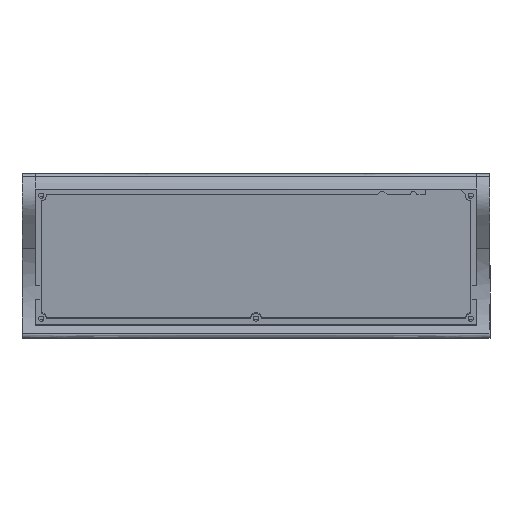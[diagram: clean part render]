
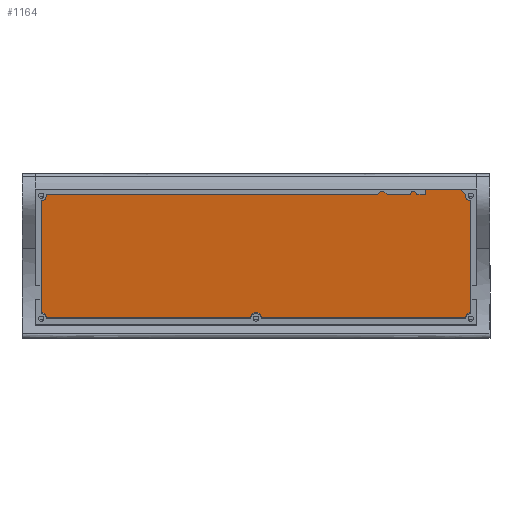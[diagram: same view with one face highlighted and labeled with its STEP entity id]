
A CAD part, top view. The second image highlights one B-rep face of the part: STEP entity #1164.
In plain terms, the highlighted face is planar.
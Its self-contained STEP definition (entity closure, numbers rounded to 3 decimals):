
#56=CIRCLE('',#1252,4.);
#57=CIRCLE('',#1253,4.);
#58=CIRCLE('',#1254,4.);
#59=CIRCLE('',#1255,4.);
#60=CIRCLE('',#1256,4.);
#132=FACE_OUTER_BOUND('',#200,.T.);
#200=EDGE_LOOP('',(#959,#960,#961,#962,#963,#964,#965,#966,#967,#968,#969,
#970,#971,#972,#973,#974,#975,#976,#977,#978,#979));
#272=LINE('',#2213,#389);
#303=LINE('',#2310,#420);
#307=LINE('',#2318,#424);
#308=LINE('',#2320,#425);
#309=LINE('',#2322,#426);
#310=LINE('',#2324,#427);
#311=LINE('',#2326,#428);
#312=LINE('',#2328,#429);
#313=LINE('',#2330,#430);
#314=LINE('',#2332,#431);
#315=LINE('',#2334,#432);
#316=LINE('',#2336,#433);
#317=LINE('',#2341,#434);
#318=LINE('',#2345,#435);
#319=LINE('',#2349,#436);
#320=LINE('',#2352,#437);
#389=VECTOR('',#1361,10.);
#420=VECTOR('',#1452,10.);
#424=VECTOR('',#1462,10.);
#425=VECTOR('',#1463,10.);
#426=VECTOR('',#1464,10.);
#427=VECTOR('',#1465,10.);
#428=VECTOR('',#1466,10.);
#429=VECTOR('',#1467,10.);
#430=VECTOR('',#1468,10.);
#431=VECTOR('',#1469,10.);
#432=VECTOR('',#1470,10.);
#433=VECTOR('',#1471,10.);
#434=VECTOR('',#1476,10.);
#435=VECTOR('',#1479,10.);
#436=VECTOR('',#1482,10.);
#437=VECTOR('',#1485,10.);
#517=VERTEX_POINT('',#2210);
#518=VERTEX_POINT('',#2212);
#553=VERTEX_POINT('',#2307);
#554=VERTEX_POINT('',#2309);
#555=VERTEX_POINT('',#2317);
#556=VERTEX_POINT('',#2319);
#557=VERTEX_POINT('',#2321);
#558=VERTEX_POINT('',#2323);
#559=VERTEX_POINT('',#2325);
#560=VERTEX_POINT('',#2327);
#561=VERTEX_POINT('',#2329);
#562=VERTEX_POINT('',#2331);
#563=VERTEX_POINT('',#2333);
#564=VERTEX_POINT('',#2335);
#565=VERTEX_POINT('',#2338);
#566=VERTEX_POINT('',#2340);
#567=VERTEX_POINT('',#2342);
#568=VERTEX_POINT('',#2344);
#569=VERTEX_POINT('',#2346);
#570=VERTEX_POINT('',#2348);
#571=VERTEX_POINT('',#2350);
#651=EDGE_CURVE('',#518,#517,#272,.T.);
#697=EDGE_CURVE('',#554,#553,#303,.T.);
#701=EDGE_CURVE('',#553,#555,#307,.T.);
#702=EDGE_CURVE('',#555,#556,#308,.T.);
#703=EDGE_CURVE('',#556,#557,#309,.T.);
#704=EDGE_CURVE('',#557,#558,#310,.T.);
#705=EDGE_CURVE('',#558,#559,#311,.T.);
#706=EDGE_CURVE('',#559,#560,#312,.T.);
#707=EDGE_CURVE('',#560,#561,#313,.T.);
#708=EDGE_CURVE('',#561,#562,#314,.T.);
#709=EDGE_CURVE('',#562,#563,#315,.T.);
#710=EDGE_CURVE('',#563,#564,#316,.T.);
#711=EDGE_CURVE('',#564,#518,#56,.T.);
#712=EDGE_CURVE('',#517,#565,#57,.T.);
#713=EDGE_CURVE('',#565,#566,#317,.T.);
#714=EDGE_CURVE('',#566,#567,#58,.T.);
#715=EDGE_CURVE('',#567,#568,#318,.T.);
#716=EDGE_CURVE('',#568,#569,#59,.T.);
#717=EDGE_CURVE('',#569,#570,#319,.T.);
#718=EDGE_CURVE('',#570,#571,#60,.T.);
#719=EDGE_CURVE('',#571,#554,#320,.T.);
#959=ORIENTED_EDGE('',*,*,#697,.T.);
#960=ORIENTED_EDGE('',*,*,#701,.T.);
#961=ORIENTED_EDGE('',*,*,#702,.T.);
#962=ORIENTED_EDGE('',*,*,#703,.T.);
#963=ORIENTED_EDGE('',*,*,#704,.T.);
#964=ORIENTED_EDGE('',*,*,#705,.T.);
#965=ORIENTED_EDGE('',*,*,#706,.T.);
#966=ORIENTED_EDGE('',*,*,#707,.T.);
#967=ORIENTED_EDGE('',*,*,#708,.T.);
#968=ORIENTED_EDGE('',*,*,#709,.T.);
#969=ORIENTED_EDGE('',*,*,#710,.T.);
#970=ORIENTED_EDGE('',*,*,#711,.T.);
#971=ORIENTED_EDGE('',*,*,#651,.T.);
#972=ORIENTED_EDGE('',*,*,#712,.T.);
#973=ORIENTED_EDGE('',*,*,#713,.T.);
#974=ORIENTED_EDGE('',*,*,#714,.T.);
#975=ORIENTED_EDGE('',*,*,#715,.T.);
#976=ORIENTED_EDGE('',*,*,#716,.T.);
#977=ORIENTED_EDGE('',*,*,#717,.T.);
#978=ORIENTED_EDGE('',*,*,#718,.T.);
#979=ORIENTED_EDGE('',*,*,#719,.T.);
#1111=PLANE('',#1251);
#1164=ADVANCED_FACE('',(#132),#1111,.T.);
#1251=AXIS2_PLACEMENT_3D('',#2316,#1460,#1461);
#1252=AXIS2_PLACEMENT_3D('',#2337,#1472,#1473);
#1253=AXIS2_PLACEMENT_3D('',#2339,#1474,#1475);
#1254=AXIS2_PLACEMENT_3D('',#2343,#1477,#1478);
#1255=AXIS2_PLACEMENT_3D('',#2347,#1480,#1481);
#1256=AXIS2_PLACEMENT_3D('',#2351,#1483,#1484);
#1361=DIRECTION('',(0.,-1.,0.));
#1452=DIRECTION('',(-1.,0.,0.));
#1460=DIRECTION('center_axis',(0.,0.,1.));
#1461=DIRECTION('ref_axis',(1.,0.,0.));
#1462=DIRECTION('',(0.,-1.,0.));
#1463=DIRECTION('',(-1.,0.,0.));
#1464=DIRECTION('',(-0.514,0.857,0.));
#1465=DIRECTION('',(-1.,0.,0.));
#1466=DIRECTION('',(-0.371,-0.928,0.));
#1467=DIRECTION('',(-1.,0.,0.));
#1468=DIRECTION('',(-0.707,0.707,0.));
#1469=DIRECTION('',(-1.,0.,0.));
#1470=DIRECTION('',(-0.707,-0.707,0.));
#1471=DIRECTION('',(-1.,0.,0.));
#1472=DIRECTION('center_axis',(0.,0.,-1.));
#1473=DIRECTION('ref_axis',(1.,0.,0.));
#1474=DIRECTION('center_axis',(0.,0.,-1.));
#1475=DIRECTION('ref_axis',(1.,0.,0.));
#1476=DIRECTION('',(1.,0.,0.));
#1477=DIRECTION('center_axis',(0.,0.,-1.));
#1478=DIRECTION('ref_axis',(1.,0.,0.));
#1479=DIRECTION('',(1.,0.,0.));
#1480=DIRECTION('center_axis',(0.,0.,-1.));
#1481=DIRECTION('ref_axis',(1.,0.,0.));
#1482=DIRECTION('',(0.,1.,0.));
#1483=DIRECTION('center_axis',(0.,0.,-1.));
#1484=DIRECTION('ref_axis',(1.,0.,0.));
#1485=DIRECTION('',(-0.653,0.758,0.));
#2210=CARTESIAN_POINT('',(-163.,-43.5,0.));
#2212=CARTESIAN_POINT('',(-163.,42.5,0.));
#2213=CARTESIAN_POINT('',(-163.,-21.75,0.));
#2307=CARTESIAN_POINT('',(128.5,52.,0.));
#2309=CARTESIAN_POINT('',(154.746,52.,0.));
#2310=CARTESIAN_POINT('',(-83.75,52.,0.));
#2316=CARTESIAN_POINT('Origin',(0.,0.,0.));
#2317=CARTESIAN_POINT('',(128.5,47.495,0.));
#2318=CARTESIAN_POINT('',(128.5,23.748,0.));
#2319=CARTESIAN_POINT('',(122.,47.495,0.));
#2320=CARTESIAN_POINT('',(61.,47.495,0.));
#2321=CARTESIAN_POINT('',(120.5,49.995,0.));
#2322=CARTESIAN_POINT('',(115.58,58.195,0.));
#2323=CARTESIAN_POINT('',(118.,49.995,0.));
#2324=CARTESIAN_POINT('',(59.,49.995,0.));
#2325=CARTESIAN_POINT('',(117.,47.495,0.));
#2326=CARTESIAN_POINT('',(100.742,6.851,0.));
#2327=CARTESIAN_POINT('',(99.5,47.495,0.));
#2328=CARTESIAN_POINT('',(49.75,47.495,0.));
#2329=CARTESIAN_POINT('',(97.,49.995,0.));
#2330=CARTESIAN_POINT('',(85.249,61.746,0.));
#2331=CARTESIAN_POINT('',(94.5,49.995,0.));
#2332=CARTESIAN_POINT('',(47.25,49.995,0.));
#2333=CARTESIAN_POINT('',(92.,47.495,0.));
#2334=CARTESIAN_POINT('',(57.126,12.621,0.));
#2335=CARTESIAN_POINT('',(-159.126,47.495,0.));
#2336=CARTESIAN_POINT('',(-79.563,47.495,0.));
#2337=CARTESIAN_POINT('Origin',(-163.,46.5,0.));
#2338=CARTESIAN_POINT('',(-159.,-47.5,0.));
#2339=CARTESIAN_POINT('Origin',(-163.,-47.5,0.));
#2340=CARTESIAN_POINT('',(-4.,-47.5,0.));
#2341=CARTESIAN_POINT('',(-2.,-47.5,0.));
#2342=CARTESIAN_POINT('',(4.,-47.5,0.));
#2343=CARTESIAN_POINT('Origin',(0.,-47.5,0.));
#2344=CARTESIAN_POINT('',(159.,-47.5,0.));
#2345=CARTESIAN_POINT('',(79.5,-47.5,0.));
#2346=CARTESIAN_POINT('',(163.,-43.5,0.));
#2347=CARTESIAN_POINT('Origin',(163.,-47.5,0.));
#2348=CARTESIAN_POINT('',(163.,42.5,0.));
#2349=CARTESIAN_POINT('',(163.,21.25,0.));
#2350=CARTESIAN_POINT('',(159.034,47.023,0.));
#2351=CARTESIAN_POINT('Origin',(163.,46.5,0.));
#2352=CARTESIAN_POINT('',(134.637,75.339,0.));
